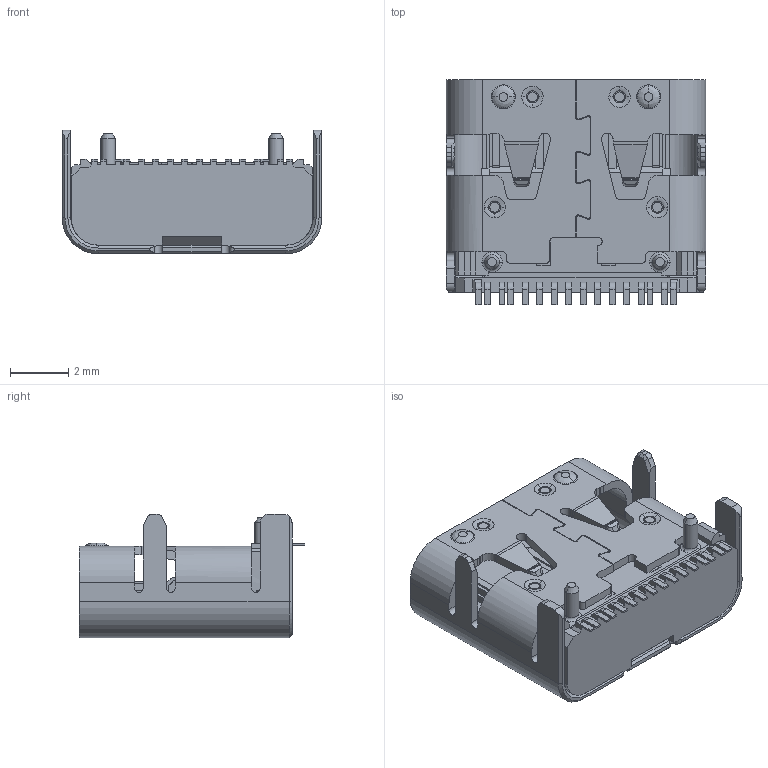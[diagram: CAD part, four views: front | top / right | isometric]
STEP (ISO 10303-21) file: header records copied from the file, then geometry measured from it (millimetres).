
FILE_DESCRIPTION (( 'STEP AP214' ), '1' );
FILE_NAME ('FC1F7EF7-49DB-452B-AEB7-7B18BBEBCCA3.STEP', '2024-01-14T13:38:54', ( '' ), ( '' ), 'SwSTEP 2.0', 'SolidWorks 2022', '' );
FILE_SCHEMA (( 'AUTOMOTIVE_DESIGN' ));
Length unit declared in the file: millimetre
Products named in the file (1): FC1F7EF7-49DB-452B-AEB7-7B18BBEBCCA3
Bounding box: 8.95 x 7.75 x 4.26 mm (x, y, z)
Volume: 113.6 mm3; surface area: 457.5 mm2
Topology: 1 solids, 8 shells, 1278 faces, 3616 edges, 2355 vertices
Faces by surface type: plane 869, cylinder 250, bspline 76, torus 54, cone 25, sphere 4
Entity records: 42977 total; most frequent: CARTESIAN_POINT 10014, ORIENTED_EDGE 7218, DIRECTION 6463, EDGE_CURVE 3609, LINE 2701, VECTOR 2701, VERTEX_POINT 2353, AXIS2_PLACEMENT_3D 1881
